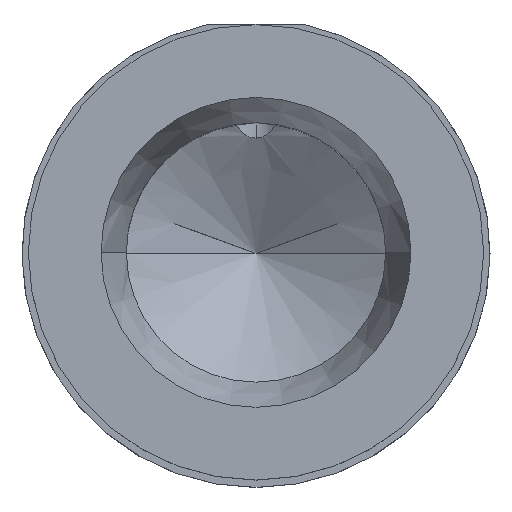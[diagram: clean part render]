
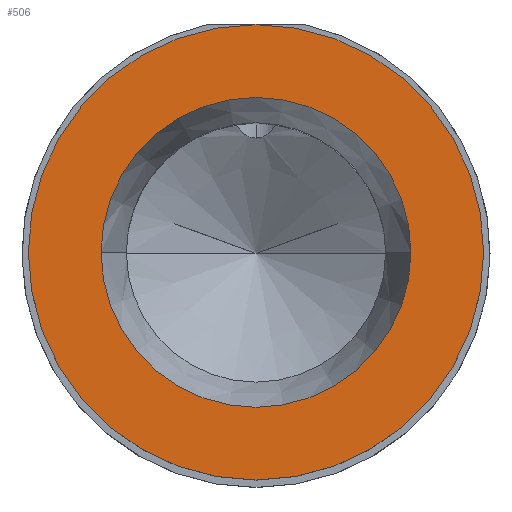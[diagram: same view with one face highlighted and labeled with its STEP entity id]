
A CAD part, top view. The second image highlights one B-rep face of the part: STEP entity #506.
In plain terms, the highlighted planar face has unit normal (0, 0, 1).
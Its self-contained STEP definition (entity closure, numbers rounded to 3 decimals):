
#97=CARTESIAN_POINT('',(0.,0.,23.477));
#98=DIRECTION('',(0.,0.,1.));
#99=DIRECTION('',(-1.,0.,0.));
#100=AXIS2_PLACEMENT_3D('',#97,#98,#99);
#102=CARTESIAN_POINT('',(0.,0.,23.477));
#103=DIRECTION('',(0.,0.,-1.));
#104=DIRECTION('',(-1.,0.,0.));
#105=AXIS2_PLACEMENT_3D('',#102,#103,#104);
#107=CARTESIAN_POINT('',(0.,0.,23.477));
#108=DIRECTION('',(0.,0.,1.));
#109=DIRECTION('',(1.,0.,0.));
#110=AXIS2_PLACEMENT_3D('',#107,#108,#109);
#112=CARTESIAN_POINT('',(0.,0.,23.477));
#113=DIRECTION('',(0.,0.,1.));
#114=DIRECTION('',(-1.,0.,0.));
#115=AXIS2_PLACEMENT_3D('',#112,#113,#114);
#348=CARTESIAN_POINT('',(-9.,0.,23.477));
#350=VERTEX_POINT('',#348);
#360=CARTESIAN_POINT('',(9.,0.,23.477));
#362=VERTEX_POINT('',#360);
#394=CARTESIAN_POINT('',(6.125,0.,23.477));
#395=CARTESIAN_POINT('',(-6.125,0.,23.477));
#396=VERTEX_POINT('',#394);
#397=VERTEX_POINT('',#395);
#491=CARTESIAN_POINT('',(0.,0.,23.477));
#492=DIRECTION('',(0.,0.,-1.));
#493=DIRECTION('',(1.,0.,0.));
#494=AXIS2_PLACEMENT_3D('',#491,#492,#493);
#495=PLANE('',#494);
#497=ORIENTED_EDGE('',*,*,#496,.F.);
#499=ORIENTED_EDGE('',*,*,#498,.T.);
#500=EDGE_LOOP('',(#497,#499));
#501=FACE_OUTER_BOUND('',#500,.F.);
#502=ORIENTED_EDGE('',*,*,#458,.T.);
#503=ORIENTED_EDGE('',*,*,#473,.T.);
#504=EDGE_LOOP('',(#502,#503));
#505=FACE_BOUND('',#504,.F.);
#506=ADVANCED_FACE('',(#501,#505),#495,.F.);
#101=CIRCLE('',#100,9.);
#106=CIRCLE('',#105,9.);
#111=CIRCLE('',#110,6.125);
#116=CIRCLE('',#115,6.125);
#458=EDGE_CURVE('',#396,#397,#111,.T.);
#473=EDGE_CURVE('',#397,#396,#116,.T.);
#496=EDGE_CURVE('',#350,#362,#101,.T.);
#498=EDGE_CURVE('',#350,#362,#106,.T.);
